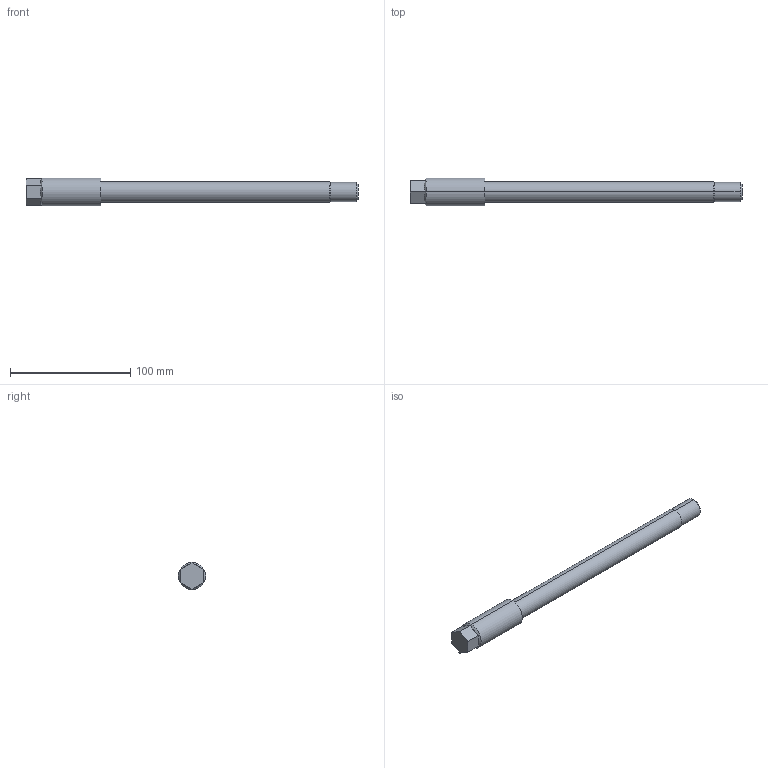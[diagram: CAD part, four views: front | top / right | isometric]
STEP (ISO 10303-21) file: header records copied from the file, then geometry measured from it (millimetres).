
FILE_DESCRIPTION (( 'STEP AP214' ), '1' );
FILE_NAME ('axe de roue av bobber.STEP', '2018-04-27T08:20:18', ( '' ), ( '' ), 'SwSTEP 2.0', 'SolidWorks 2018', '' );
FILE_SCHEMA (( 'AUTOMOTIVE_DESIGN' ));
Length unit declared in the file: millimetre
Products named in the file (1): axe de roue av bobber
Bounding box: 276 x 22.9 x 22.9 mm (x, y, z)
Volume: 71642.5 mm3; surface area: 16383.9 mm2
Topology: 1 solids, 1 shells, 27 faces, 62 edges, 38 vertices
Faces by surface type: plane 15, cone 6, cylinder 6
Entity records: 802 total; most frequent: CARTESIAN_POINT 164, DIRECTION 126, ORIENTED_EDGE 124, EDGE_CURVE 62, AXIS2_PLACEMENT_3D 48, VERTEX_POINT 38, LINE 30, VECTOR 30
